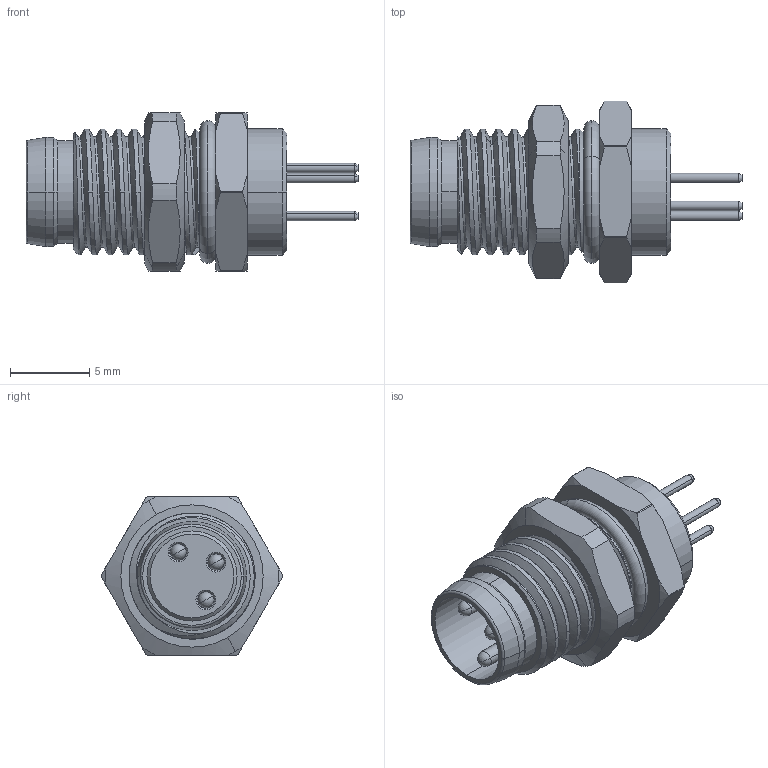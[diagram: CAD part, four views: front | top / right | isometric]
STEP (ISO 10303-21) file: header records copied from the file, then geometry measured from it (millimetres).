
FILE_DESCRIPTION((''),'2;1');
FILE_NAME('SHELL15T_3','2025-09-21T',('gongcheng16'),(''),'PRO/ENGINEER BY PARAMETRIC TECHNOLOGY CORPORATION, 2010280','PRO/ENGINEER BY PARAMETRIC TECHNOLOGY CORPORATION, 2010280','');
FILE_SCHEMA(('CONFIG_CONTROL_DESIGN'));
Length unit declared in the file: millimetre
Products named in the file (1): SHELL15T_3
Bounding box: 21 x 11.5 x 10 mm (x, y, z)
Volume: 335.7 mm3; surface area: 1986 mm2
Topology: 1 solids, 8 shells, 272 faces, 632 edges, 398 vertices
Faces by surface type: cylinder 124, cone 64, plane 60, bspline 12, torus 6, sphere 6
Entity records: 11233 total; most frequent: CARTESIAN_POINT 4967, DIRECTION 1351, ORIENTED_EDGE 1252, EDGE_CURVE 626, AXIS2_PLACEMENT_3D 564, VERTEX_POINT 398, EDGE_LOOP 312, CIRCLE 303
